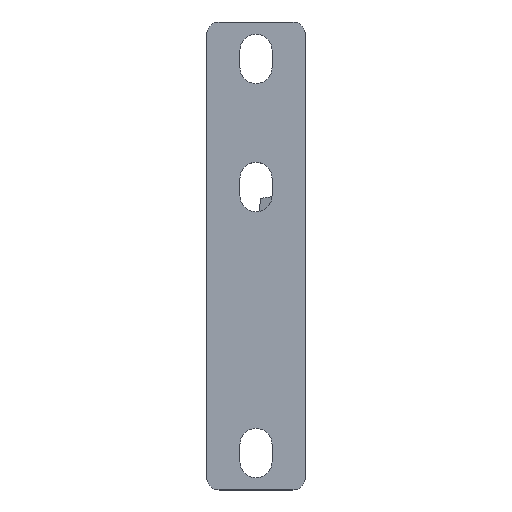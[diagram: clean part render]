
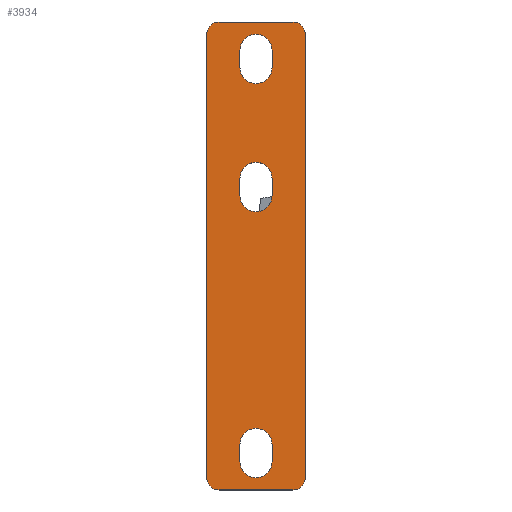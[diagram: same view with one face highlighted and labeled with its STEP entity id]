
A CAD part, top view. The second image highlights one B-rep face of the part: STEP entity #3934.
In plain terms, the highlighted face is planar.
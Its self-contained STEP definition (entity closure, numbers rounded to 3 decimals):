
#3541=DIRECTION('',(0.,0.,-1.));
#3542=VECTOR('',#3541,180.);
#3543=CARTESIAN_POINT('',(0.,-40.,-5.));
#3544=LINE('',#3543,#3542);
#3545=DIRECTION('',(0.,-1.,0.));
#3546=VECTOR('',#3545,30.);
#3547=CARTESIAN_POINT('',(0.,-5.,0.));
#3548=LINE('',#3547,#3546);
#3549=DIRECTION('',(0.,0.,1.));
#3550=VECTOR('',#3549,180.);
#3551=CARTESIAN_POINT('',(0.,0.,-185.));
#3552=LINE('',#3551,#3550);
#3553=DIRECTION('',(0.,1.,0.));
#3554=VECTOR('',#3553,30.);
#3555=CARTESIAN_POINT('',(0.,-35.,-190.));
#3556=LINE('',#3555,#3554);
#3557=DIRECTION('',(0.,0.,-1.));
#3558=VECTOR('',#3557,7.);
#3559=CARTESIAN_POINT('',(0.,-13.5,-171.5));
#3560=LINE('',#3559,#3558);
#3561=CARTESIAN_POINT('',(0.,-20.,-171.5));
#3562=DIRECTION('',(1.,0.,0.));
#3563=DIRECTION('',(0.,1.,0.));
#3564=AXIS2_PLACEMENT_3D('',#3561,#3562,#3563);
#3566=DIRECTION('',(0.,0.,1.));
#3567=VECTOR('',#3566,7.);
#3568=CARTESIAN_POINT('',(0.,-26.5,-178.5));
#3569=LINE('',#3568,#3567);
#3570=CARTESIAN_POINT('',(0.,-20.,-178.5));
#3571=DIRECTION('',(1.,0.,0.));
#3572=DIRECTION('',(0.,-1.,0.));
#3573=AXIS2_PLACEMENT_3D('',#3570,#3571,#3572);
#3575=CARTESIAN_POINT('',(0.,-20.,-18.5));
#3576=DIRECTION('',(1.,0.,0.));
#3577=DIRECTION('',(0.,-1.,0.));
#3578=AXIS2_PLACEMENT_3D('',#3575,#3576,#3577);
#3580=DIRECTION('',(0.,0.,-1.));
#3581=VECTOR('',#3580,7.);
#3582=CARTESIAN_POINT('',(0.,-13.5,-11.5));
#3583=LINE('',#3582,#3581);
#3584=CARTESIAN_POINT('',(0.,-20.,-11.5));
#3585=DIRECTION('',(1.,0.,0.));
#3586=DIRECTION('',(0.,1.,0.));
#3587=AXIS2_PLACEMENT_3D('',#3584,#3585,#3586);
#3589=DIRECTION('',(0.,0.,1.));
#3590=VECTOR('',#3589,7.);
#3591=CARTESIAN_POINT('',(0.,-26.5,-18.5));
#3592=LINE('',#3591,#3590);
#3593=DIRECTION('',(0.,0.,1.));
#3594=VECTOR('',#3593,7.);
#3595=CARTESIAN_POINT('',(0.,-26.5,-70.5));
#3596=LINE('',#3595,#3594);
#3597=CARTESIAN_POINT('',(0.,-20.,-70.5));
#3598=DIRECTION('',(1.,0.,0.));
#3599=DIRECTION('',(0.,-1.,0.));
#3600=AXIS2_PLACEMENT_3D('',#3597,#3598,#3599);
#3602=DIRECTION('',(0.,0.,-1.));
#3603=VECTOR('',#3602,7.);
#3604=CARTESIAN_POINT('',(0.,-13.5,-63.5));
#3605=LINE('',#3604,#3603);
#3606=CARTESIAN_POINT('',(0.,-20.,-63.5));
#3607=DIRECTION('',(1.,0.,0.));
#3608=DIRECTION('',(0.,1.,0.));
#3609=AXIS2_PLACEMENT_3D('',#3606,#3607,#3608);
#3624=CARTESIAN_POINT('',(0.,-35.,-185.));
#3625=DIRECTION('',(1.,0.,0.));
#3626=DIRECTION('',(0.,-1.,0.));
#3627=AXIS2_PLACEMENT_3D('',#3624,#3625,#3626);
#3642=CARTESIAN_POINT('',(0.,-5.,-185.));
#3643=DIRECTION('',(1.,0.,0.));
#3644=DIRECTION('',(0.,0.,-1.));
#3645=AXIS2_PLACEMENT_3D('',#3642,#3643,#3644);
#3660=CARTESIAN_POINT('',(0.,-5.,-5.));
#3661=DIRECTION('',(1.,0.,0.));
#3662=DIRECTION('',(0.,1.,0.));
#3663=AXIS2_PLACEMENT_3D('',#3660,#3661,#3662);
#3678=CARTESIAN_POINT('',(0.,-35.,-5.));
#3679=DIRECTION('',(1.,0.,0.));
#3680=DIRECTION('',(0.,0.,1.));
#3681=AXIS2_PLACEMENT_3D('',#3678,#3679,#3680);
#3802=CARTESIAN_POINT('',(0.,-35.,-190.));
#3804=VERTEX_POINT('',#3802);
#3807=CARTESIAN_POINT('',(0.,-40.,-185.));
#3808=VERTEX_POINT('',#3807);
#3810=CARTESIAN_POINT('',(0.,0.,-185.));
#3812=VERTEX_POINT('',#3810);
#3815=CARTESIAN_POINT('',(0.,-5.,-190.));
#3816=VERTEX_POINT('',#3815);
#3818=CARTESIAN_POINT('',(0.,-40.,-5.));
#3820=VERTEX_POINT('',#3818);
#3823=CARTESIAN_POINT('',(0.,-35.,0.));
#3824=VERTEX_POINT('',#3823);
#3826=CARTESIAN_POINT('',(0.,-5.,0.));
#3828=VERTEX_POINT('',#3826);
#3831=CARTESIAN_POINT('',(0.,0.,-5.));
#3832=VERTEX_POINT('',#3831);
#3833=CARTESIAN_POINT('',(0.,-13.5,-171.5));
#3834=CARTESIAN_POINT('',(0.,-13.5,-178.5));
#3835=VERTEX_POINT('',#3833);
#3836=VERTEX_POINT('',#3834);
#3837=CARTESIAN_POINT('',(0.,-26.5,-178.5));
#3838=VERTEX_POINT('',#3837);
#3839=CARTESIAN_POINT('',(0.,-26.5,-171.5));
#3840=VERTEX_POINT('',#3839);
#3841=CARTESIAN_POINT('',(0.,-26.5,-18.5));
#3842=CARTESIAN_POINT('',(0.,-13.5,-18.5));
#3843=VERTEX_POINT('',#3841);
#3844=VERTEX_POINT('',#3842);
#3845=CARTESIAN_POINT('',(0.,-26.5,-11.5));
#3846=VERTEX_POINT('',#3845);
#3847=CARTESIAN_POINT('',(0.,-13.5,-11.5));
#3848=VERTEX_POINT('',#3847);
#3865=CARTESIAN_POINT('',(0.,-26.5,-70.5));
#3866=CARTESIAN_POINT('',(0.,-26.5,-63.5));
#3867=VERTEX_POINT('',#3865);
#3868=VERTEX_POINT('',#3866);
#3869=CARTESIAN_POINT('',(0.,-13.5,-63.5));
#3870=VERTEX_POINT('',#3869);
#3871=CARTESIAN_POINT('',(0.,-13.5,-70.5));
#3872=VERTEX_POINT('',#3871);
#3881=CARTESIAN_POINT('',(0.,0.,0.));
#3882=DIRECTION('',(1.,0.,0.));
#3883=DIRECTION('',(0.,-1.,0.));
#3884=AXIS2_PLACEMENT_3D('',#3881,#3882,#3883);
#3885=PLANE('',#3884);
#3887=ORIENTED_EDGE('',*,*,#3886,.F.);
#3889=ORIENTED_EDGE('',*,*,#3888,.F.);
#3891=ORIENTED_EDGE('',*,*,#3890,.F.);
#3893=ORIENTED_EDGE('',*,*,#3892,.F.);
#3895=ORIENTED_EDGE('',*,*,#3894,.F.);
#3897=ORIENTED_EDGE('',*,*,#3896,.F.);
#3899=ORIENTED_EDGE('',*,*,#3898,.F.);
#3901=ORIENTED_EDGE('',*,*,#3900,.F.);
#3902=EDGE_LOOP('',(#3887,#3889,#3891,#3893,#3895,#3897,#3899,#3901));
#3903=FACE_OUTER_BOUND('',#3902,.F.);
#3905=ORIENTED_EDGE('',*,*,#3904,.F.);
#3907=ORIENTED_EDGE('',*,*,#3906,.T.);
#3909=ORIENTED_EDGE('',*,*,#3908,.F.);
#3911=ORIENTED_EDGE('',*,*,#3910,.T.);
#3912=EDGE_LOOP('',(#3905,#3907,#3909,#3911));
#3913=FACE_BOUND('',#3912,.F.);
#3915=ORIENTED_EDGE('',*,*,#3914,.T.);
#3917=ORIENTED_EDGE('',*,*,#3916,.F.);
#3919=ORIENTED_EDGE('',*,*,#3918,.T.);
#3921=ORIENTED_EDGE('',*,*,#3920,.F.);
#3922=EDGE_LOOP('',(#3915,#3917,#3919,#3921));
#3923=FACE_BOUND('',#3922,.F.);
#3925=ORIENTED_EDGE('',*,*,#3924,.F.);
#3927=ORIENTED_EDGE('',*,*,#3926,.T.);
#3929=ORIENTED_EDGE('',*,*,#3928,.F.);
#3931=ORIENTED_EDGE('',*,*,#3930,.T.);
#3932=EDGE_LOOP('',(#3925,#3927,#3929,#3931));
#3933=FACE_BOUND('',#3932,.F.);
#3934=ADVANCED_FACE('',(#3903,#3913,#3923,#3933),#3885,.T.);
#3565=CIRCLE('',#3564,6.5);
#3574=CIRCLE('',#3573,6.5);
#3579=CIRCLE('',#3578,6.5);
#3588=CIRCLE('',#3587,6.5);
#3601=CIRCLE('',#3600,6.5);
#3610=CIRCLE('',#3609,6.5);
#3628=CIRCLE('',#3627,5.);
#3646=CIRCLE('',#3645,5.);
#3664=CIRCLE('',#3663,5.);
#3682=CIRCLE('',#3681,5.);
#3886=EDGE_CURVE('',#3808,#3804,#3628,.T.);
#3888=EDGE_CURVE('',#3820,#3808,#3544,.T.);
#3890=EDGE_CURVE('',#3824,#3820,#3682,.T.);
#3892=EDGE_CURVE('',#3828,#3824,#3548,.T.);
#3894=EDGE_CURVE('',#3832,#3828,#3664,.T.);
#3896=EDGE_CURVE('',#3812,#3832,#3552,.T.);
#3898=EDGE_CURVE('',#3816,#3812,#3646,.T.);
#3900=EDGE_CURVE('',#3804,#3816,#3556,.T.);
#3904=EDGE_CURVE('',#3835,#3836,#3560,.T.);
#3906=EDGE_CURVE('',#3835,#3840,#3565,.T.);
#3908=EDGE_CURVE('',#3838,#3840,#3569,.T.);
#3910=EDGE_CURVE('',#3838,#3836,#3574,.T.);
#3914=EDGE_CURVE('',#3843,#3844,#3579,.T.);
#3916=EDGE_CURVE('',#3848,#3844,#3583,.T.);
#3918=EDGE_CURVE('',#3848,#3846,#3588,.T.);
#3920=EDGE_CURVE('',#3843,#3846,#3592,.T.);
#3924=EDGE_CURVE('',#3867,#3868,#3596,.T.);
#3926=EDGE_CURVE('',#3867,#3872,#3601,.T.);
#3928=EDGE_CURVE('',#3870,#3872,#3605,.T.);
#3930=EDGE_CURVE('',#3870,#3868,#3610,.T.);
